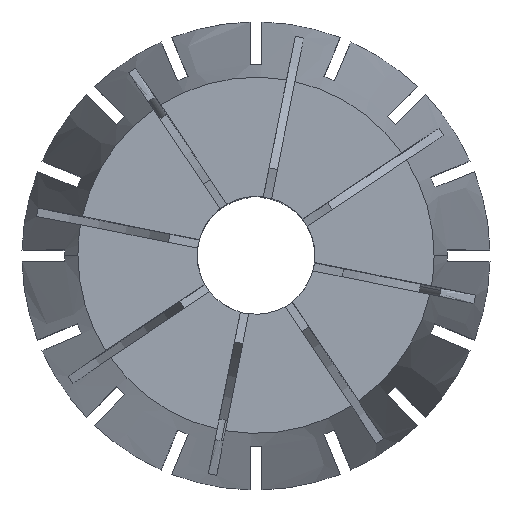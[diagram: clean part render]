
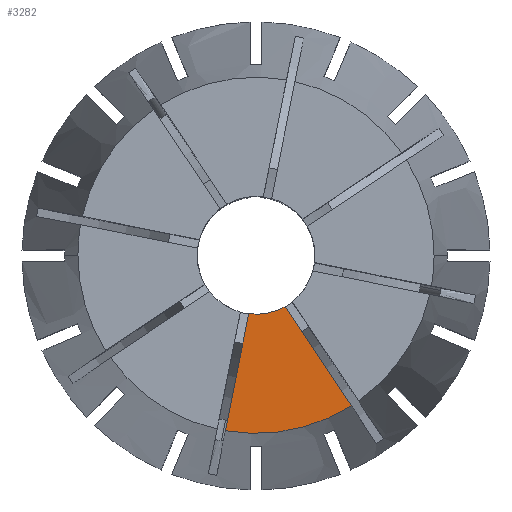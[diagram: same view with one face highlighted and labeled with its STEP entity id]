
A CAD part, top view. The second image highlights one B-rep face of the part: STEP entity #3282.
In plain terms, the highlighted planar face has unit normal (0, 0, 1).
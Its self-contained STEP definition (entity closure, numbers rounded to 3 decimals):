
#35 = DIRECTION ( 'NONE',  ( 0., 0., 1. ) ) ;
#390 = VERTEX_POINT ( 'NONE', #6300 ) ;
#455 = EDGE_CURVE ( 'NONE', #2369, #2184, #7101, .T. ) ;
#549 = DIRECTION ( 'NONE',  ( 1., 0., 0. ) ) ;
#654 = CARTESIAN_POINT ( 'NONE',  ( 0., 0., 0. ) ) ;
#705 = CARTESIAN_POINT ( 'NONE',  ( -0.636, -5.12, 0. ) ) ;
#735 = CIRCLE ( 'NONE', #3641, 15.595 ) ;
#1041 = CARTESIAN_POINT ( 'NONE',  ( 0., 0., 0. ) ) ;
#1170 = VECTOR ( 'NONE', #2569, 1000. ) ;
#1872 = EDGE_CURVE ( 'NONE', #2184, #390, #735, .T. ) ;
#1892 = EDGE_LOOP ( 'NONE', ( #4820, #2559, #5879, #6130 ) ) ;
#2017 = DIRECTION ( 'NONE',  ( 0., 0., -1. ) ) ;
#2184 = VERTEX_POINT ( 'NONE', #2566 ) ;
#2191 = AXIS2_PLACEMENT_3D ( 'NONE', #654, #35, #549 ) ;
#2369 = VERTEX_POINT ( 'NONE', #705 ) ;
#2559 = ORIENTED_EDGE ( 'NONE', *, *, #5475, .F. ) ;
#2566 = CARTESIAN_POINT ( 'NONE',  ( -2.674, -15.365, 0. ) ) ;
#2569 = DIRECTION ( 'NONE',  ( -0.195, -0.981, 0. ) ) ;
#3013 = CARTESIAN_POINT ( 'NONE',  ( -0.312, -0.208, 0. ) ) ;
#3095 = PLANE ( 'NONE',  #3415 ) ;
#3282 = ADVANCED_FACE ( 'NONE', ( #4082 ), #3095, .F. ) ;
#3402 = VERTEX_POINT ( 'NONE', #5125 ) ;
#3415 = AXIS2_PLACEMENT_3D ( 'NONE', #6550, #2017, #4881 ) ;
#3641 = AXIS2_PLACEMENT_3D ( 'NONE', #1041, #6714, #4419 ) ;
#3878 = VECTOR ( 'NONE', #5277, 1000. ) ;
#4082 = FACE_OUTER_BOUND ( 'NONE', #1892, .T. ) ;
#4419 = DIRECTION ( 'NONE',  ( 1., 0., 0. ) ) ;
#4736 = CARTESIAN_POINT ( 'NONE',  ( 0.368, -0.073, 0. ) ) ;
#4820 = ORIENTED_EDGE ( 'NONE', *, *, #5575, .T. ) ;
#4881 = DIRECTION ( 'NONE',  ( -1., 0., 0. ) ) ;
#5125 = CARTESIAN_POINT ( 'NONE',  ( 2.547, -4.487, 0. ) ) ;
#5277 = DIRECTION ( 'NONE',  ( -0.556, 0.831, 0. ) ) ;
#5475 = EDGE_CURVE ( 'NONE', #2369, #3402, #5724, .T. ) ;
#5575 = EDGE_CURVE ( 'NONE', #390, #3402, #6342, .T. ) ;
#5724 = CIRCLE ( 'NONE', #2191, 5.159 ) ;
#5879 = ORIENTED_EDGE ( 'NONE', *, *, #455, .T. ) ;
#6130 = ORIENTED_EDGE ( 'NONE', *, *, #1872, .T. ) ;
#6300 = CARTESIAN_POINT ( 'NONE',  ( 8.35, -13.172, 0. ) ) ;
#6342 = LINE ( 'NONE', #3013, #3878 ) ;
#6550 = CARTESIAN_POINT ( 'NONE',  ( 0., 0., 0. ) ) ;
#6714 = DIRECTION ( 'NONE',  ( 0., 0., 1. ) ) ;
#7101 = LINE ( 'NONE', #4736, #1170 ) ;
